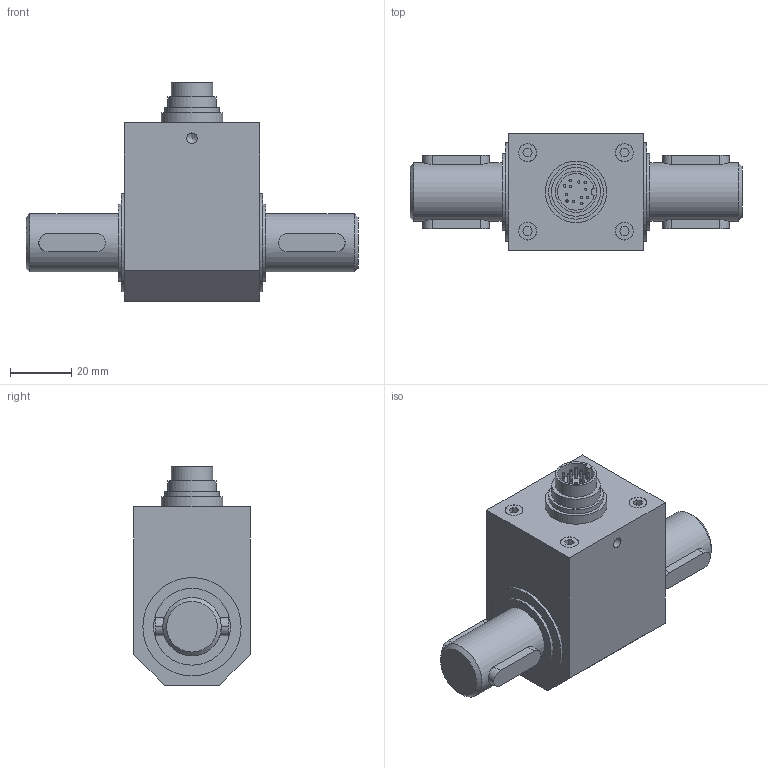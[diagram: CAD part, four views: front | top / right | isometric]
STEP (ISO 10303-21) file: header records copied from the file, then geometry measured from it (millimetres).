
FILE_DESCRIPTION((''),'2;1');
FILE_NAME('TRS600 20- 50 N-m.stp','2010-12-13T15:44:27',('thomasl'),(''),'Autodesk Inventor 2008','Autodesk Inventor 2008','');
FILE_SCHEMA(('AUTOMOTIVE_DESIGN { 1 0 10303 214 1 1 1 1 }'));
Length unit declared in the file: inch
Products named in the file (2): TRS600 20- 50 N-m; PART1
Assembly tree (1 placements, depth 2):
  TRS600 20- 50 N-m
    PART1
Bounding box: 108 x 38 x 71.03 mm (x, y, z)
Volume: 111634 mm3; surface area: 29710.9 mm2
Topology: 1 solids, 10 shells, 182 faces, 384 edges, 249 vertices
Faces by surface type: plane 103, cylinder 66, cone 13
Full cylindrical faces by diameter (mm): 0.762 x12, 2.896 x4, 3.422 x3, 3.505 x4, 3.556 x4, 5.74 x4, 5.842 x4, 13.462 x1, 15.875 x1, 17.78 x1, 19 x3, 20 x1, 25 x2, 31.975 x1, 32 x3
Entity records: 4614 total; most frequent: CARTESIAN_POINT 869, DIRECTION 802, ORIENTED_EDGE 612, AXIS2_PLACEMENT_3D 327, EDGE_CURVE 306, EDGE_LOOP 288, VERTEX_POINT 234, FACE_OUTER_BOUND 182
